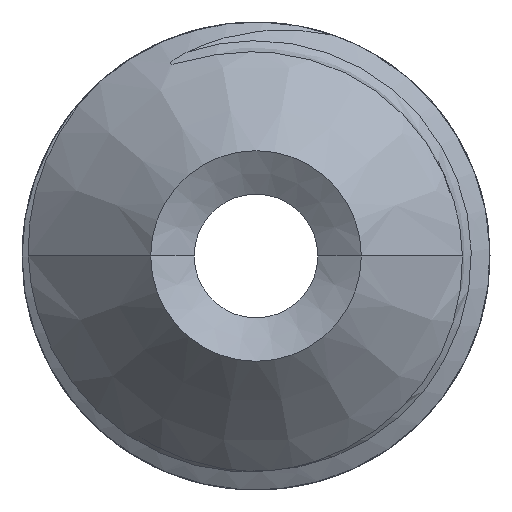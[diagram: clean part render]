
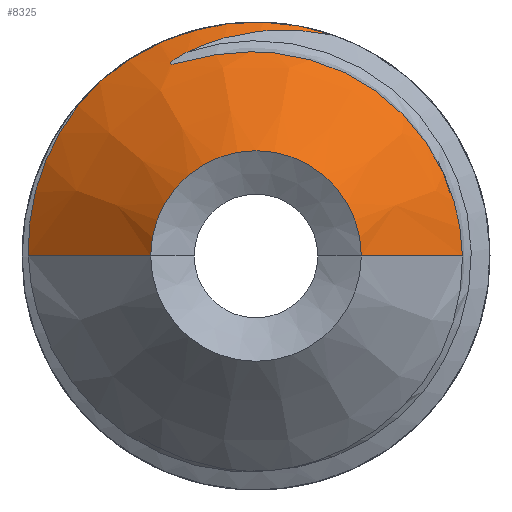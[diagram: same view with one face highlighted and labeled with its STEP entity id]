
A CAD part, left-side view. The second image highlights one B-rep face of the part: STEP entity #8325.
In plain terms, the highlighted conical face has half-angle 45 degrees and reference radius 1.812 mm.
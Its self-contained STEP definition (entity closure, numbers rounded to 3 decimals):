
#1433=CARTESIAN_POINT('',(1.375,0.,0.));
#1434=DIRECTION('',(1.,0.,0.));
#1435=DIRECTION('',(0.,0.667,0.745));
#1436=AXIS2_PLACEMENT_3D('',#1433,#1434,#1435);
#3579=CARTESIAN_POINT('',(1.307,2.432,0.));
#3580=CARTESIAN_POINT('',(1.311,2.436,0.113));
#3581=CARTESIAN_POINT('',(1.318,2.428,0.342));
#3582=CARTESIAN_POINT('',(1.33,2.366,0.684));
#3583=CARTESIAN_POINT('',(1.341,2.257,1.015));
#3584=CARTESIAN_POINT('',(1.352,2.104,1.323));
#3585=CARTESIAN_POINT('',(1.364,1.91,1.609));
#3586=CARTESIAN_POINT('',(1.371,1.753,1.781));
#3587=CARTESIAN_POINT('',(1.375,1.668,1.862));
#3594=DIRECTION('',(0.707,0.707,0.));
#3595=VECTOR('',#3594,1.849);
#3596=CARTESIAN_POINT('',(0.,1.125,0.));
#3597=LINE('',#3596,#3595);
#3598=DIRECTION('',(0.707,-0.707,0.));
#3599=VECTOR('',#3598,1.528);
#3600=CARTESIAN_POINT('',(0.,-1.125,0.));
#3601=LINE('',#3600,#3599);
#3602=CARTESIAN_POINT('',(0.,0.,0.));
#3603=DIRECTION('',(1.,0.,0.));
#3604=DIRECTION('',(0.,1.,0.));
#3605=AXIS2_PLACEMENT_3D('',#3602,#3603,#3604);
#3607=CARTESIAN_POINT('',(1.375,-0.829,2.359));
#3608=CARTESIAN_POINT('',(1.359,-0.696,
2.388));
#3609=CARTESIAN_POINT('',(1.326,-0.425,
2.425));
#3610=CARTESIAN_POINT('',(1.276,-0.016,
2.412));
#3611=CARTESIAN_POINT('',(1.225,0.379,2.33));
#3612=CARTESIAN_POINT('',(1.192,0.621,2.235));
#3613=CARTESIAN_POINT('',(1.175,0.737,2.179));
#4208=CARTESIAN_POINT('',(1.175,0.737,2.179));
#4209=CARTESIAN_POINT('',(1.174,0.744,2.175));
#4210=CARTESIAN_POINT('',(1.172,0.759,2.168));
#4211=CARTESIAN_POINT('',(1.169,0.779,2.157));
#4212=CARTESIAN_POINT('',(1.166,0.796,2.148));
#4213=CARTESIAN_POINT('',(1.163,0.812,2.139));
#4214=CARTESIAN_POINT('',(1.16,0.827,2.13));
#4215=CARTESIAN_POINT('',(1.157,0.84,2.122));
#4216=CARTESIAN_POINT('',(1.155,0.851,2.115));
#4217=CARTESIAN_POINT('',(1.152,0.862,2.108));
#4218=CARTESIAN_POINT('',(1.15,0.871,2.101));
#4219=CARTESIAN_POINT('',(1.147,0.88,2.095));
#4220=CARTESIAN_POINT('',(1.144,0.888,2.088));
#4221=CARTESIAN_POINT('',(1.141,0.896,2.082));
#4222=CARTESIAN_POINT('',(1.138,0.904,2.075));
#4223=CARTESIAN_POINT('',(1.134,0.91,2.068));
#4224=CARTESIAN_POINT('',(1.13,0.915,2.061));
#4225=CARTESIAN_POINT('',(1.125,0.916,2.055));
#4226=CARTESIAN_POINT('',(1.119,0.912,2.05));
#4227=CARTESIAN_POINT('',(1.115,0.904,2.049));
#4228=CARTESIAN_POINT('',(1.111,0.895,2.049));
#4229=CARTESIAN_POINT('',(1.108,0.886,2.05));
#4230=CARTESIAN_POINT('',(1.106,0.877,2.051));
#4231=CARTESIAN_POINT('',(1.103,0.866,2.053));
#4232=CARTESIAN_POINT('',(1.101,0.855,2.056));
#4233=CARTESIAN_POINT('',(1.099,0.842,2.058));
#4234=CARTESIAN_POINT('',(1.097,0.829,2.062));
#4235=CARTESIAN_POINT('',(1.095,0.815,2.065));
#4236=CARTESIAN_POINT('',(1.093,0.799,2.069));
#4237=CARTESIAN_POINT('',(1.091,0.783,2.073));
#4238=CARTESIAN_POINT('',(1.089,0.765,2.078));
#4239=CARTESIAN_POINT('',(1.087,0.745,2.083));
#4240=CARTESIAN_POINT('',(1.085,0.724,2.088));
#4241=CARTESIAN_POINT('',(1.083,0.7,2.094));
#4242=CARTESIAN_POINT('',(1.081,0.674,2.101));
#4243=CARTESIAN_POINT('',(1.079,0.645,2.108));
#4244=CARTESIAN_POINT('',(1.077,0.615,2.115));
#4245=CARTESIAN_POINT('',(1.075,0.584,2.122));
#4246=CARTESIAN_POINT('',(1.073,0.551,2.128));
#4247=CARTESIAN_POINT('',(1.072,0.517,2.135));
#4248=CARTESIAN_POINT('',(1.07,0.483,2.141));
#4249=CARTESIAN_POINT('',(1.069,0.449,2.147));
#4250=CARTESIAN_POINT('',(1.067,0.415,2.153));
#4251=CARTESIAN_POINT('',(1.066,0.379,2.158));
#4252=CARTESIAN_POINT('',(1.065,0.342,2.163));
#4253=CARTESIAN_POINT('',(1.064,0.302,2.168));
#4254=CARTESIAN_POINT('',(1.062,0.26,2.172));
#4255=CARTESIAN_POINT('',(1.061,0.214,2.176));
#4256=CARTESIAN_POINT('',(1.06,0.163,2.179));
#4257=CARTESIAN_POINT('',(1.059,0.108,2.181));
#4258=CARTESIAN_POINT('',(1.057,0.047,2.182));
#4259=CARTESIAN_POINT('',(1.056,-0.02,
2.181));
#4260=CARTESIAN_POINT('',(1.055,-0.093,
2.179));
#4261=CARTESIAN_POINT('',(1.054,-0.174,
2.173));
#4262=CARTESIAN_POINT('',(1.053,-0.262,
2.163));
#4263=CARTESIAN_POINT('',(1.052,-0.358,
2.148));
#4264=CARTESIAN_POINT('',(1.051,-0.462,
2.128));
#4265=CARTESIAN_POINT('',(1.051,-0.574,
2.1));
#4266=CARTESIAN_POINT('',(1.05,-0.693,
2.063));
#4267=CARTESIAN_POINT('',(1.05,-0.821,
2.016));
#4268=CARTESIAN_POINT('',(1.05,-0.959,
1.955));
#4269=CARTESIAN_POINT('',(1.051,-1.107,1.876));
#4270=CARTESIAN_POINT('',(1.052,-1.265,1.775));
#4271=CARTESIAN_POINT('',(1.053,-1.429,1.648));
#4272=CARTESIAN_POINT('',(1.055,-1.597,1.491));
#4273=CARTESIAN_POINT('',(1.058,-1.765,1.294));
#4274=CARTESIAN_POINT('',(1.061,-1.927,1.049));
#4275=CARTESIAN_POINT('',(1.066,-2.068,
0.752));
#4276=CARTESIAN_POINT('',(1.073,-2.171,
0.404));
#4277=CARTESIAN_POINT('',(1.078,-2.203,
0.139));
#4278=CARTESIAN_POINT('',(1.08,-2.205,
0.));
#4652=CARTESIAN_POINT('',(0.,1.125,0.));
#4653=CARTESIAN_POINT('',(1.307,2.432,0.));
#4654=VERTEX_POINT('',#4652);
#4655=VERTEX_POINT('',#4653);
#4656=CARTESIAN_POINT('',(0.,-1.125,0.));
#4657=CARTESIAN_POINT('',(1.08,-2.205,
0.));
#4658=VERTEX_POINT('',#4656);
#4659=VERTEX_POINT('',#4657);
#4692=CARTESIAN_POINT('',(1.375,1.668,1.862));
#4693=CARTESIAN_POINT('',(1.375,-0.829,2.359));
#4694=VERTEX_POINT('',#4692);
#4695=VERTEX_POINT('',#4693);
#4722=VERTEX_POINT('',#3613);
#8308=CARTESIAN_POINT('',(0.688,0.,0.));
#8309=DIRECTION('',(1.,0.,0.));
#8310=DIRECTION('',(0.,-1.,0.));
#8311=AXIS2_PLACEMENT_3D('',#8308,#8309,#8310);
#8312=CONICAL_SURFACE('',#8311,1.813,45.);
#8313=ORIENTED_EDGE('',*,*,#8296,.T.);
#8314=ORIENTED_EDGE('',*,*,#8286,.T.);
#8315=ORIENTED_EDGE('',*,*,#5141,.T.);
#8317=ORIENTED_EDGE('',*,*,#8316,.T.);
#8319=ORIENTED_EDGE('',*,*,#8318,.T.);
#8320=ORIENTED_EDGE('',*,*,#8300,.F.);
#8322=ORIENTED_EDGE('',*,*,#8321,.F.);
#8323=EDGE_LOOP('',(#8313,#8314,#8315,#8317,#8319,#8320,#8322));
#8324=FACE_OUTER_BOUND('',#8323,.F.);
#1437=CIRCLE('',#1436,2.5);
#3588=B_SPLINE_CURVE_WITH_KNOTS('',3,(#3579,#3580,#3581,#3582,#3583,#3584,#3585,
#3586,#3587),.UNSPECIFIED.,.F.,.F.,(4,1,1,1,1,1,4),(0.,0.167,
0.333,0.5,0.667,0.833,1.),
.UNSPECIFIED.);
#3606=CIRCLE('',#3605,1.125);
#3614=B_SPLINE_CURVE_WITH_KNOTS('',3,(#3607,#3608,#3609,#3610,#3611,#3612,
#3613),.UNSPECIFIED.,.F.,.F.,(4,1,1,1,4),(0.,0.25,0.5,0.75,1.),
.UNSPECIFIED.);
#4279=B_SPLINE_CURVE_WITH_KNOTS('',3,(#4208,#4209,#4210,#4211,#4212,#4213,#4214,
#4215,#4216,#4217,#4218,#4219,#4220,#4221,#4222,#4223,#4224,#4225,#4226,#4227,
#4228,#4229,#4230,#4231,#4232,#4233,#4234,#4235,#4236,#4237,#4238,#4239,#4240,
#4241,#4242,#4243,#4244,#4245,#4246,#4247,#4248,#4249,#4250,#4251,#4252,#4253,
#4254,#4255,#4256,#4257,#4258,#4259,#4260,#4261,#4262,#4263,#4264,#4265,#4266,
#4267,#4268,#4269,#4270,#4271,#4272,#4273,#4274,#4275,#4276,#4277,#4278),
.UNSPECIFIED.,.F.,.F.,(4,1,1,1,1,1,1,1,1,1,1,1,1,1,1,1,1,1,1,1,1,1,1,1,1,1,1,1,
1,1,1,1,1,1,1,1,1,1,1,1,1,1,1,1,1,1,1,1,1,1,1,1,1,1,1,1,1,1,1,1,1,1,1,1,1,1,1,1,
4),(0.,0.015,0.029,0.044,
0.059,0.074,0.088,0.103,
0.118,0.132,0.147,0.162,
0.176,0.191,0.206,0.221,
0.235,0.25,0.265,0.279,0.294,
0.309,0.324,0.338,0.353,
0.368,0.382,0.397,0.412,
0.426,0.441,0.456,0.471,
0.485,0.5,0.515,0.529,0.544,
0.559,0.574,0.588,0.603,
0.618,0.632,0.647,0.662,
0.676,0.691,0.706,0.721,
0.735,0.75,0.765,0.779,0.794,
0.809,0.824,0.838,0.853,
0.868,0.882,0.897,0.912,
0.926,0.941,0.956,0.971,
0.985,1.),.UNSPECIFIED.);
#5141=EDGE_CURVE('',#4694,#4695,#1437,.T.);
#8286=EDGE_CURVE('',#4655,#4694,#3588,.T.);
#8296=EDGE_CURVE('',#4654,#4655,#3597,.T.);
#8300=EDGE_CURVE('',#4658,#4659,#3601,.T.);
#8316=EDGE_CURVE('',#4695,#4722,#3614,.T.);
#8318=EDGE_CURVE('',#4722,#4659,#4279,.T.);
#8321=EDGE_CURVE('',#4654,#4658,#3606,.T.);
#8325=ADVANCED_FACE('',(#8324),#8312,.T.);
